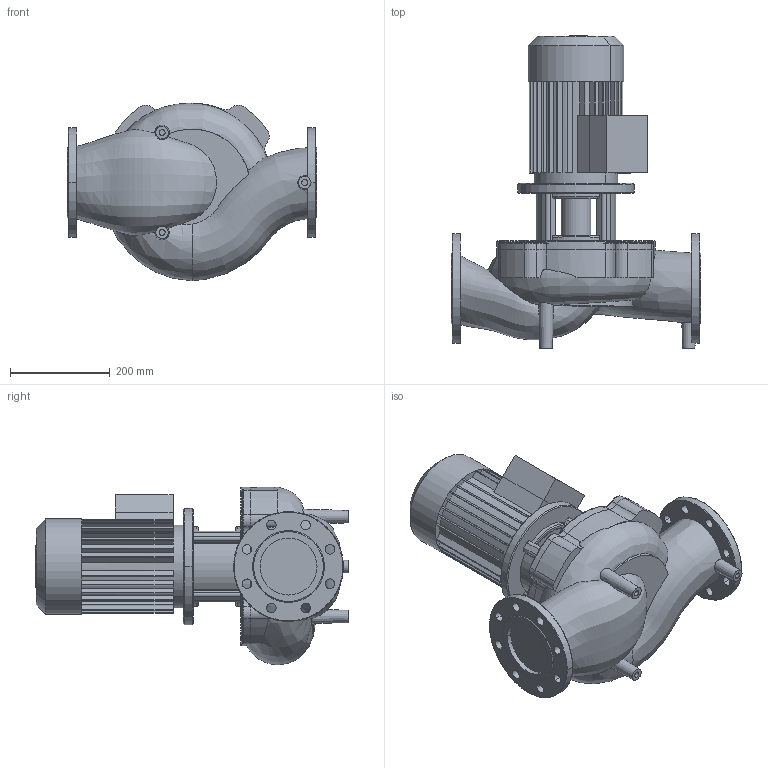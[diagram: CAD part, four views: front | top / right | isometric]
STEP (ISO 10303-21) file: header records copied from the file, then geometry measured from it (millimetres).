
FILE_DESCRIPTION((''),'2;1');
FILE_NAME('3d_IL100_150-1_5_4-2120779.stp','2016-05-24T11:58:44',(''),(''),'Mechanical Desktop 2009','Mechanical Desktop 2009',', , ');
FILE_SCHEMA(('CONFIG_CONTROL_DESIGN'));
Length unit declared in the file: millimetre
Products named in the file (1): Product
Bounding box: 500 x 627.03 x 355.93 mm (x, y, z)
Volume: 27803298.5 mm3; surface area: 1375726.3 mm2
Topology: 10 solids, 10 shells, 515 faces, 1377 edges, 885 vertices
Faces by surface type: bspline 150, cylinder 145, plane 137, torus 72, cone 11
Entity records: 27550 total; most frequent: CARTESIAN_POINT 14811, ORIENTED_EDGE 2724, DIRECTION 2593, EDGE_CURVE 1362, AXIS2_PLACEMENT_3D 1023, VERTEX_POINT 881, CIRCLE 657, EDGE_LOOP 583
